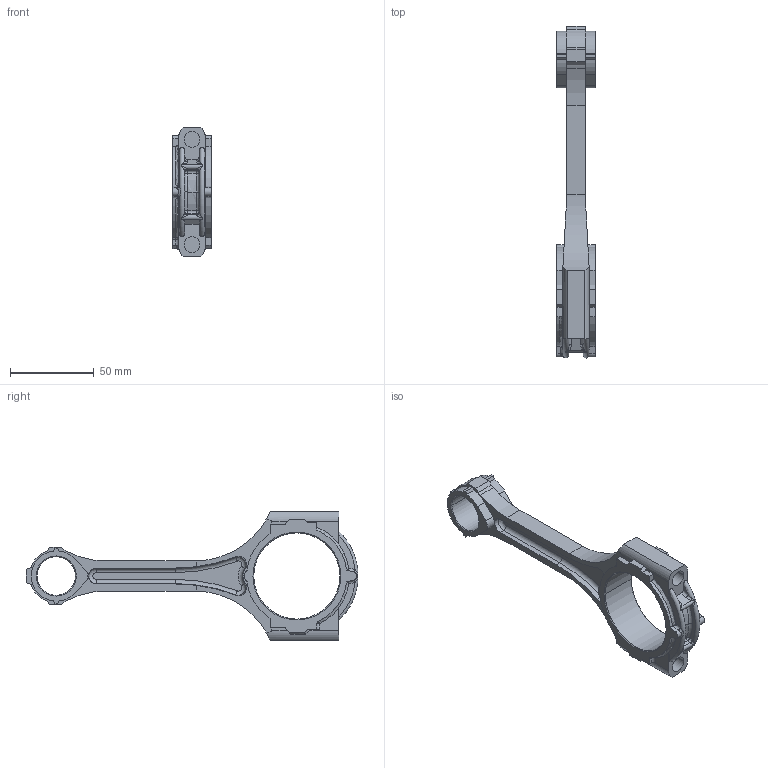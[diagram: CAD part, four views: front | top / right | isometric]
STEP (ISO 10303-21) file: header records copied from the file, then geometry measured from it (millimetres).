
FILE_DESCRIPTION(('CATIA V5 STEP Exchange'),'2;1');
FILE_NAME('bielle.stp','2007-02-13T16:56:39+00:00',('none'),('none'),'CATIA Version 5 Release 15 (IN-10)','CATIA V5 STEP AP203','none');
FILE_SCHEMA(('CONFIG_CONTROL_DESIGN'));
Length unit declared in the file: millimetre
Products named in the file (1): Part1
Bounding box: 23 x 198.69 x 77.2 mm (x, y, z)
Volume: 58334.1 mm3; surface area: 27346.4 mm2
Topology: 1 solids, 1 shells, 239 faces, 674 edges, 439 vertices
Faces by surface type: plane 98, cylinder 62, cone 30, bspline 24, torus 14, revolution 6, sphere 5
Entity records: 9606 total; most frequent: CARTESIAN_POINT 4095, ORIENTED_EDGE 1332, DIRECTION 791, EDGE_CURVE 666, VERTEX_POINT 433, VECTOR 325, LINE 325, AXIS2_PLACEMENT_3D 321
